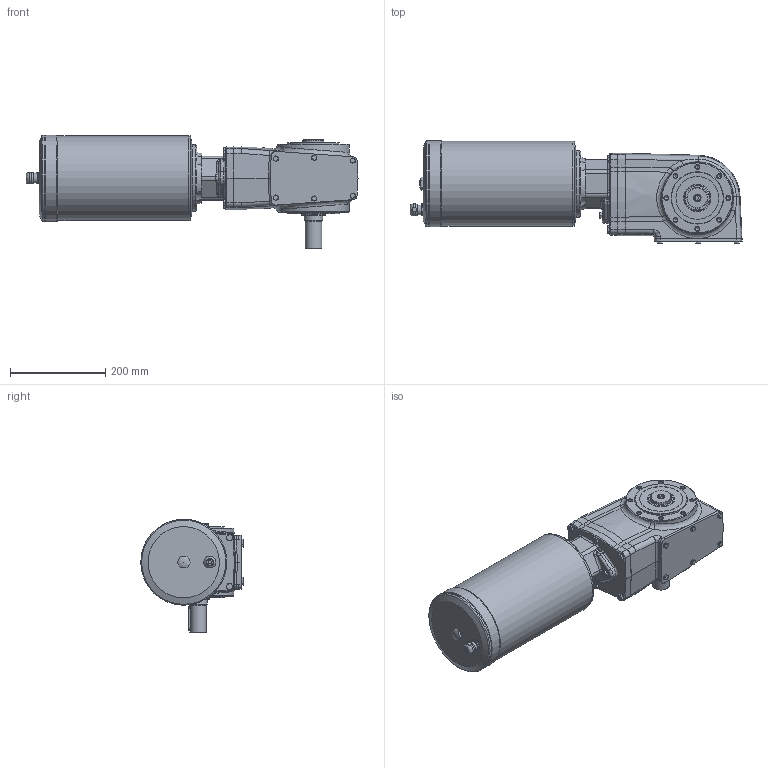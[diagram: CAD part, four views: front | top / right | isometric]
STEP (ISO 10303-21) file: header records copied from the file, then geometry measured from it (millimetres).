
FILE_DESCRIPTION( ( 'Unknown' ), '1' );
FILE_NAME( 'FC237AC1FF5AA77578B67B6C51CF69.3d.stp', 'Unknown', ( 'Unknown' ), ( 'Unknown' ), 'PSStep 10.1', 'Unknown', ' ' );
FILE_SCHEMA( ( 'AUTOMOTIVE_DESIGN { 1 0 10303 214 1 1 1 1 }' ) );
Length unit declared in the file: millimetre
Products named in the file (1): X62N
Bounding box: 698.5 x 215.7 x 239 mm (x, y, z)
Volume: 14566247 mm3; surface area: 524267.3 mm2
Topology: 1 solids, 11 shells, 817 faces, 1929 edges, 1199 vertices
Faces by surface type: plane 308, cylinder 213, cone 181, torus 57, bspline 53, extrusion 4, sphere 1
Full cylindrical faces by diameter (mm): 6 x6, 6.647 x8, 7 x7, 8.376 x34, 8.9 x6, 9 x4, 10 x6, 10.5 x1, 11.6 x6, 12 x6, 13 x1, 13.4 x1, 15 x1, 16.662 x1, 18 x1, 20 x1, 24 x1, 30 x1, 34.6 x2, 35 x4, 35.2 x1, 39 x1, 44 x1, 50 x1, 57.5 x2, 58 x2, 62 x1, 85 x1, 90 x2, 95 x1
Entity records: 33977 total; most frequent: CARTESIAN_POINT 10550, DIRECTION 3494, ORIENTED_EDGE 3134, EDGE_CURVE 1567, AXIS2_PLACEMENT_3D 1456, EDGE_LOOP 1160, VERTEX_POINT 1104, FACE_OUTER_BOUND 989
